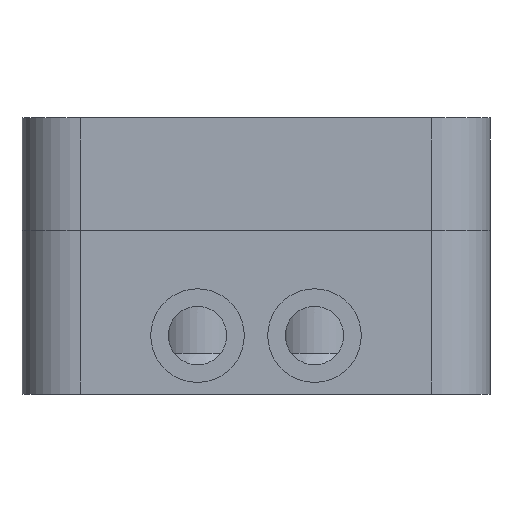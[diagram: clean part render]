
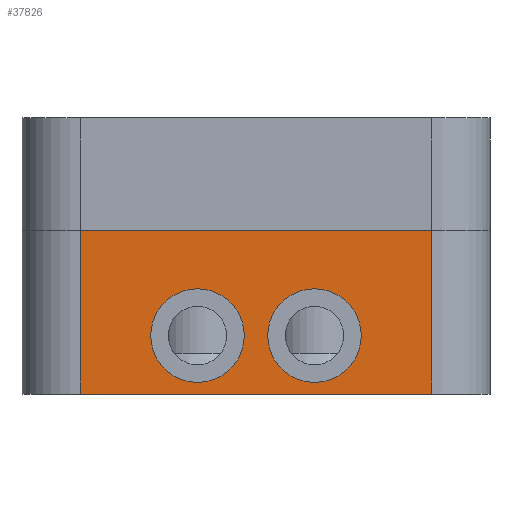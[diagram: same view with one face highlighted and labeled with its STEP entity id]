
A CAD part, front view. The second image highlights one B-rep face of the part: STEP entity #37826.
In plain terms, the highlighted planar face has unit normal (0, -1, 0).
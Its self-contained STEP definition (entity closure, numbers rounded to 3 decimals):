
#434 = DIRECTION ( 'NONE',  ( 1., 0., 0. ) ) ;
#1380 = CARTESIAN_POINT ( 'NONE',  ( -120., 48.2, -16.1 ) ) ;
#1807 = VERTEX_POINT ( 'NONE', #3798 ) ;
#2104 = LINE ( 'NONE', #38857, #9427 ) ;
#2624 = VERTEX_POINT ( 'NONE', #17969 ) ;
#2686 = CARTESIAN_POINT ( 'NONE',  ( -124., 48.2, -16.1 ) ) ;
#2902 = CARTESIAN_POINT ( 'NONE',  ( -100., 48.2, -21.1 ) ) ;
#3309 = CARTESIAN_POINT ( 'NONE',  ( -116., 48.2, -16.1 ) ) ;
#3798 = CARTESIAN_POINT ( 'NONE',  ( -106., 48.2, -16.1 ) ) ;
#3834 = DIRECTION ( 'NONE',  ( 0., 0., -1. ) ) ;
#4088 = AXIS2_PLACEMENT_3D ( 'NONE', #9779, #6962, #434 ) ;
#4201 = DIRECTION ( 'NONE',  ( 0., -1., 0. ) ) ;
#4436 = AXIS2_PLACEMENT_3D ( 'NONE', #1380, #11158, #24432 ) ;
#4478 = VERTEX_POINT ( 'NONE', #2686 ) ;
#5015 = CIRCLE ( 'NONE', #5730, 4. ) ;
#5730 = AXIS2_PLACEMENT_3D ( 'NONE', #23723, #40485, #10674 ) ;
#5994 = EDGE_CURVE ( 'NONE', #25963, #9974, #15929, .T. ) ;
#6962 = DIRECTION ( 'NONE',  ( 0., -1., 0. ) ) ;
#7693 = CARTESIAN_POINT ( 'NONE',  ( -100., 48.2, -7.1 ) ) ;
#7911 = CIRCLE ( 'NONE', #4436, 4. ) ;
#8833 = CIRCLE ( 'NONE', #35225, 4. ) ;
#9427 = VECTOR ( 'NONE', #15364, 1000. ) ;
#9707 = FACE_OUTER_BOUND ( 'NONE', #26588, .T. ) ;
#9779 = CARTESIAN_POINT ( 'NONE',  ( -110., 48.2, -16.1 ) ) ;
#9974 = VERTEX_POINT ( 'NONE', #7693 ) ;
#10674 = DIRECTION ( 'NONE',  ( 1., 0., 0. ) ) ;
#11158 = DIRECTION ( 'NONE',  ( 0., -1., 0. ) ) ;
#13183 = VECTOR ( 'NONE', #36501, 1000. ) ;
#13424 = FACE_BOUND ( 'NONE', #25196, .T. ) ;
#14327 = EDGE_CURVE ( 'NONE', #25963, #19517, #19541, .T. ) ;
#14556 = ORIENTED_EDGE ( 'NONE', *, *, #16085, .T. ) ;
#15364 = DIRECTION ( 'NONE',  ( -1., 0., 0. ) ) ;
#15929 = LINE ( 'NONE', #32244, #36529 ) ;
#16085 = EDGE_CURVE ( 'NONE', #2624, #19517, #27126, .T. ) ;
#17969 = CARTESIAN_POINT ( 'NONE',  ( -130., 48.2, -7.1 ) ) ;
#18177 = AXIS2_PLACEMENT_3D ( 'NONE', #19725, #39741, #36695 ) ;
#18792 = CARTESIAN_POINT ( 'NONE',  ( -114., 48.2, -16.1 ) ) ;
#19517 = VERTEX_POINT ( 'NONE', #24778 ) ;
#19541 = LINE ( 'NONE', #29769, #13183 ) ;
#19725 = CARTESIAN_POINT ( 'NONE',  ( -135., 48.2, 2.5 ) ) ;
#19834 = ORIENTED_EDGE ( 'NONE', *, *, #5994, .T. ) ;
#20381 = FACE_BOUND ( 'NONE', #42735, .T. ) ;
#20494 = ORIENTED_EDGE ( 'NONE', *, *, #22160, .F. ) ;
#21148 = CARTESIAN_POINT ( 'NONE',  ( -120., 48.2, -16.1 ) ) ;
#21216 = CARTESIAN_POINT ( 'NONE',  ( -130., 48.2, 2.5 ) ) ;
#22160 = EDGE_CURVE ( 'NONE', #1807, #27148, #5015, .T. ) ;
#22373 = ORIENTED_EDGE ( 'NONE', *, *, #31017, .F. ) ;
#23587 = EDGE_CURVE ( 'NONE', #41445, #4478, #7911, .T. ) ;
#23723 = CARTESIAN_POINT ( 'NONE',  ( -110., 48.2, -16.1 ) ) ;
#24432 = DIRECTION ( 'NONE',  ( 1., 0., 0. ) ) ;
#24778 = CARTESIAN_POINT ( 'NONE',  ( -130., 48.2, -21.1 ) ) ;
#25196 = EDGE_LOOP ( 'NONE', ( #20494, #40741 ) ) ;
#25475 = EDGE_CURVE ( 'NONE', #9974, #2624, #2104, .T. ) ;
#25963 = VERTEX_POINT ( 'NONE', #2902 ) ;
#26588 = EDGE_LOOP ( 'NONE', ( #19834, #30288, #14556, #33291 ) ) ;
#27126 = LINE ( 'NONE', #21216, #30650 ) ;
#27148 = VERTEX_POINT ( 'NONE', #18792 ) ;
#29769 = CARTESIAN_POINT ( 'NONE',  ( -100., 48.2, -21.1 ) ) ;
#30288 = ORIENTED_EDGE ( 'NONE', *, *, #25475, .T. ) ;
#30650 = VECTOR ( 'NONE', #3834, 1000. ) ;
#31017 = EDGE_CURVE ( 'NONE', #4478, #41445, #8833, .T. ) ;
#32244 = CARTESIAN_POINT ( 'NONE',  ( -100., 48.2, 2.5 ) ) ;
#32534 = CIRCLE ( 'NONE', #4088, 4. ) ;
#32892 = ORIENTED_EDGE ( 'NONE', *, *, #23587, .F. ) ;
#33291 = ORIENTED_EDGE ( 'NONE', *, *, #14327, .F. ) ;
#33413 = PLANE ( 'NONE',  #18177 ) ;
#34317 = EDGE_CURVE ( 'NONE', #27148, #1807, #32534, .T. ) ;
#35225 = AXIS2_PLACEMENT_3D ( 'NONE', #21148, #4201, #40530 ) ;
#36501 = DIRECTION ( 'NONE',  ( -1., 0., 0. ) ) ;
#36529 = VECTOR ( 'NONE', #42264, 1000. ) ;
#36695 = DIRECTION ( 'NONE',  ( 1., 0., 0. ) ) ;
#37826 = ADVANCED_FACE ( 'NONE', ( #13424, #20381, #9707 ), #33413, .F. ) ;
#38857 = CARTESIAN_POINT ( 'NONE',  ( -135., 48.2, -7.1 ) ) ;
#39741 = DIRECTION ( 'NONE',  ( 0., 1., 0. ) ) ;
#40485 = DIRECTION ( 'NONE',  ( 0., -1., 0. ) ) ;
#40530 = DIRECTION ( 'NONE',  ( 1., 0., 0. ) ) ;
#40741 = ORIENTED_EDGE ( 'NONE', *, *, #34317, .F. ) ;
#41445 = VERTEX_POINT ( 'NONE', #3309 ) ;
#42264 = DIRECTION ( 'NONE',  ( 0., 0., 1. ) ) ;
#42735 = EDGE_LOOP ( 'NONE', ( #32892, #22373 ) ) ;
